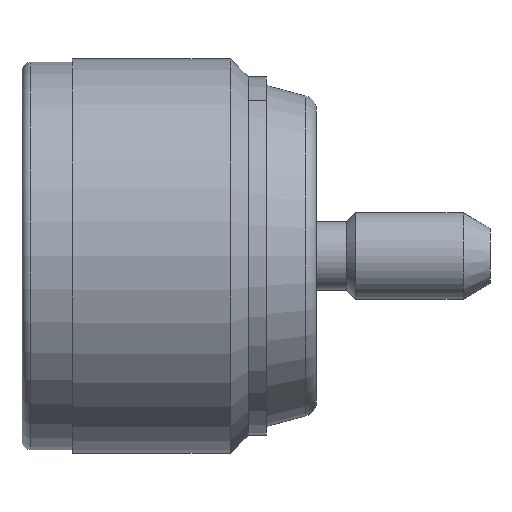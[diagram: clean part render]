
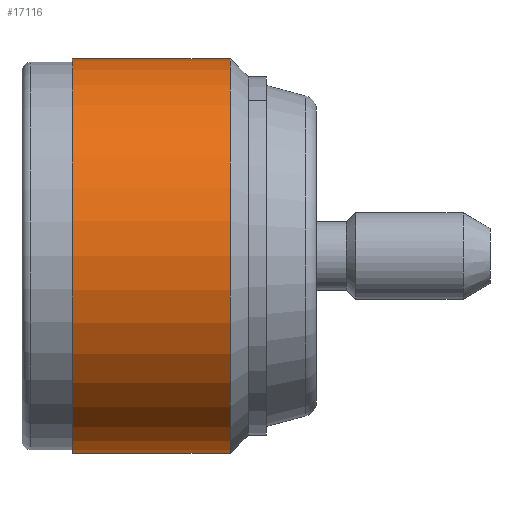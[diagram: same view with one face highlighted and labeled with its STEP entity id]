
A CAD part, top view. The second image highlights one B-rep face of the part: STEP entity #17116.
In plain terms, the highlighted cylindrical face has radius 11 mm (diameter 22 mm), a partial arc.
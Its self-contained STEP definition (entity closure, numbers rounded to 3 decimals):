
#1011=CARTESIAN_POINT('',(2.8,-4.4,0.));
#1012=DIRECTION('',(1.,0.,0.));
#1013=DIRECTION('',(0.,1.,0.));
#1014=AXIS2_PLACEMENT_3D('',#1011,#1012,#1013);
#1016=DIRECTION('',(-1.,0.,0.));
#1017=VECTOR('',#1016,8.8);
#1018=CARTESIAN_POINT('',(11.6,6.6,0.));
#1019=LINE('',#1018,#1017);
#1020=DIRECTION('',(-1.,0.,0.));
#1021=VECTOR('',#1020,8.8);
#1022=CARTESIAN_POINT('',(11.6,-15.4,0.));
#1023=LINE('',#1022,#1021);
#1033=CARTESIAN_POINT('',(11.6,-4.4,0.));
#1034=DIRECTION('',(1.,0.,0.));
#1035=DIRECTION('',(0.,1.,0.));
#1036=AXIS2_PLACEMENT_3D('',#1033,#1034,#1035);
#12939=CARTESIAN_POINT('',(2.8,6.6,0.));
#12940=CARTESIAN_POINT('',(2.8,-15.4,0.));
#12941=VERTEX_POINT('',#12939);
#12942=VERTEX_POINT('',#12940);
#13051=CARTESIAN_POINT('',(11.6,6.6,0.));
#13052=CARTESIAN_POINT('',(11.6,-15.4,0.));
#13053=VERTEX_POINT('',#13051);
#13054=VERTEX_POINT('',#13052);
#17104=CARTESIAN_POINT('',(13.23,-4.4,0.));
#17105=DIRECTION('',(-1.,0.,0.));
#17106=DIRECTION('',(0.,1.,0.));
#17107=AXIS2_PLACEMENT_3D('',#17104,#17105,#17106);
#17108=CYLINDRICAL_SURFACE('',#17107,11.);
#17109=ORIENTED_EDGE('',*,*,#17094,.F.);
#17111=ORIENTED_EDGE('',*,*,#17110,.T.);
#17112=ORIENTED_EDGE('',*,*,#17097,.T.);
#17113=ORIENTED_EDGE('',*,*,#17080,.F.);
#17114=EDGE_LOOP('',(#17109,#17111,#17112,#17113));
#17115=FACE_OUTER_BOUND('',#17114,.F.);
#17116=ADVANCED_FACE('',(#17115),#17108,.T.);
#1015=CIRCLE('',#1014,11.);
#1037=CIRCLE('',#1036,11.);
#17080=EDGE_CURVE('',#12941,#12942,#1015,.T.);
#17094=EDGE_CURVE('',#13053,#12941,#1019,.T.);
#17097=EDGE_CURVE('',#13054,#12942,#1023,.T.);
#17110=EDGE_CURVE('',#13053,#13054,#1037,.T.);
